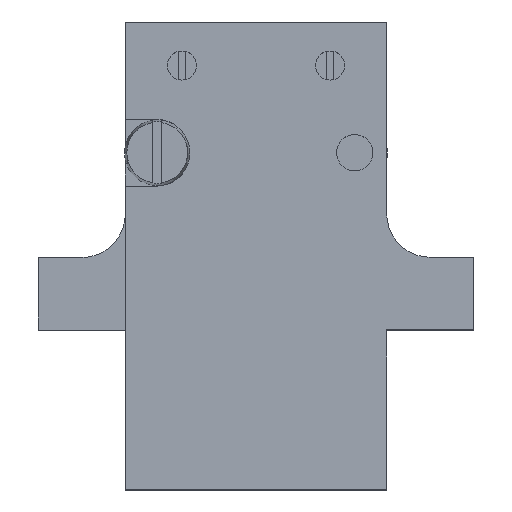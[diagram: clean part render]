
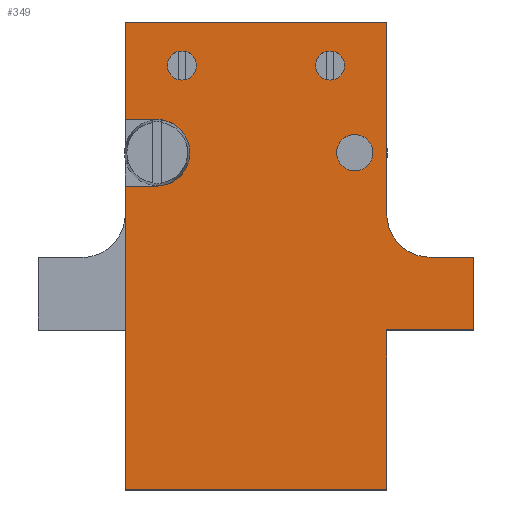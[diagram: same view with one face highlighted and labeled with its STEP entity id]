
A CAD part, top view. The second image highlights one B-rep face of the part: STEP entity #349.
In plain terms, the highlighted planar face has unit normal (0, 0, 1).
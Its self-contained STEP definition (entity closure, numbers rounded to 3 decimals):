
#349=ADVANCED_FACE('',(#832,#833,#834,#835),#836,.F.);
#832=FACE_OUTER_BOUND('',#1511,.T.);
#833=FACE_BOUND('',#1512,.T.);
#834=FACE_BOUND('',#1513,.T.);
#835=FACE_BOUND('',#1514,.T.);
#836=PLANE('',#1515);
#1511=EDGE_LOOP('',(#2330,#2331,#2332,#2333,#2334,#2335,#2336,#2337,#2338,#2339,#2340,#2341,#2342,#2343,#2344));
#1512=EDGE_LOOP('',(#2345,#2346));
#1513=EDGE_LOOP('',(#2347,#2348));
#1514=EDGE_LOOP('',(#2349,#2350));
#1515=AXIS2_PLACEMENT_3D('',#2351,#2352,#2353);
#2330=ORIENTED_EDGE('',*,*,#4057,.T.);
#2331=ORIENTED_EDGE('',*,*,#4058,.T.);
#2332=ORIENTED_EDGE('',*,*,#4059,.T.);
#2333=ORIENTED_EDGE('',*,*,#4060,.T.);
#2334=ORIENTED_EDGE('',*,*,#4061,.F.);
#2335=ORIENTED_EDGE('',*,*,#4062,.F.);
#2336=ORIENTED_EDGE('',*,*,#4063,.F.);
#2337=ORIENTED_EDGE('',*,*,#4064,.F.);
#2338=ORIENTED_EDGE('',*,*,#4065,.F.);
#2339=ORIENTED_EDGE('',*,*,#4066,.F.);
#2340=ORIENTED_EDGE('',*,*,#4067,.F.);
#2341=ORIENTED_EDGE('',*,*,#4068,.F.);
#2342=ORIENTED_EDGE('',*,*,#4069,.F.);
#2343=ORIENTED_EDGE('',*,*,#4070,.F.);
#2344=ORIENTED_EDGE('',*,*,#4071,.F.);
#2345=ORIENTED_EDGE('',*,*,#3975,.T.);
#2346=ORIENTED_EDGE('',*,*,#3940,.T.);
#2347=ORIENTED_EDGE('',*,*,#4072,.T.);
#2348=ORIENTED_EDGE('',*,*,#4073,.T.);
#2349=ORIENTED_EDGE('',*,*,#4074,.T.);
#2350=ORIENTED_EDGE('',*,*,#4075,.T.);
#2351=CARTESIAN_POINT('',(150.048,104.722,7.5));
#2352=DIRECTION('',(0.,0.,-1.0));
#2353=DIRECTION('',(-1.0,0.,0.0));
#3940=EDGE_CURVE('',#4700,#4705,#4707,.T.);
#3975=EDGE_CURVE('',#4705,#4700,#4768,.T.);
#4057=EDGE_CURVE('',#4908,#4909,#4910,.T.);
#4058=EDGE_CURVE('',#4909,#4911,#4912,.T.);
#4059=EDGE_CURVE('',#4911,#4913,#4914,.T.);
#4060=EDGE_CURVE('',#4913,#4915,#4916,.T.);
#4061=EDGE_CURVE('',#4917,#4915,#4918,.T.);
#4062=EDGE_CURVE('',#4919,#4917,#4920,.T.);
#4063=EDGE_CURVE('',#4921,#4919,#4922,.T.);
#4064=EDGE_CURVE('',#4923,#4921,#4924,.T.);
#4065=EDGE_CURVE('',#4925,#4923,#4926,.T.);
#4066=EDGE_CURVE('',#4927,#4925,#4928,.T.);
#4067=EDGE_CURVE('',#4929,#4927,#4930,.T.);
#4068=EDGE_CURVE('',#4931,#4929,#4932,.T.);
#4069=EDGE_CURVE('',#4933,#4931,#4934,.T.);
#4070=EDGE_CURVE('',#4935,#4933,#4936,.T.);
#4071=EDGE_CURVE('',#4908,#4935,#4937,.T.);
#4072=EDGE_CURVE('',#4938,#4939,#4940,.T.);
#4073=EDGE_CURVE('',#4939,#4938,#4941,.T.);
#4074=EDGE_CURVE('',#4942,#4943,#4944,.T.);
#4075=EDGE_CURVE('',#4943,#4942,#4945,.T.);
#4700=VERTEX_POINT('',#5786);
#4705=VERTEX_POINT('',#5792);
#4707=CIRCLE('',#5795,1.0);
#4768=CIRCLE('',#5870,1.0);
#4908=VERTEX_POINT('',#6074);
#4909=VERTEX_POINT('',#6075);
#4910=LINE('',#6076,#6077);
#4911=VERTEX_POINT('',#6078);
#4912=CIRCLE('',#6079,2.3);
#4913=VERTEX_POINT('',#6080);
#4914=CIRCLE('',#6081,2.3);
#4915=VERTEX_POINT('',#6082);
#4916=LINE('',#6083,#6084);
#4917=VERTEX_POINT('',#6085);
#4918=LINE('',#6086,#6087);
#4919=VERTEX_POINT('',#6088);
#4920=LINE('',#6089,#6090);
#4921=VERTEX_POINT('',#6091);
#4922=LINE('',#6092,#6093);
#4923=VERTEX_POINT('',#6094);
#4924=LINE('',#6095,#6096);
#4925=VERTEX_POINT('',#6097);
#4926=LINE('',#6098,#6099);
#4927=VERTEX_POINT('',#6100);
#4928=LINE('',#6101,#6102);
#4929=VERTEX_POINT('',#6103);
#4930=CIRCLE('',#6104,3.0);
#4931=VERTEX_POINT('',#6105);
#4932=CIRCLE('',#6106,3.0);
#4933=VERTEX_POINT('',#6107);
#4934=LINE('',#6108,#6109);
#4935=VERTEX_POINT('',#6110);
#4936=LINE('',#6111,#6112);
#4937=LINE('',#6113,#6114);
#4938=VERTEX_POINT('',#6115);
#4939=VERTEX_POINT('',#6116);
#4940=CIRCLE('',#6117,1.0);
#4941=CIRCLE('',#6118,1.0);
#4942=VERTEX_POINT('',#6119);
#4943=VERTEX_POINT('',#6120);
#4944=CIRCLE('',#6121,1.25);
#4945=CIRCLE('',#6122,1.25);
#5786=CARTESIAN_POINT('',(144.4,118.1,7.5));
#5792=CARTESIAN_POINT('',(142.4,118.1,7.5));
#5795=AXIS2_PLACEMENT_3D('',#7216,#7217,#7218);
#5870=AXIS2_PLACEMENT_3D('',#7272,#7273,#7274);
#6074=CARTESIAN_POINT('',(139.5,114.4,7.5));
#6075=CARTESIAN_POINT('',(141.65,114.4,7.5));
#6076=CARTESIAN_POINT('',(145.849,114.4,7.5));
#6077=VECTOR('',#7405,1.0);
#6078=CARTESIAN_POINT('',(143.95,112.1,7.5));
#6079=AXIS2_PLACEMENT_3D('',#7406,#7407,#7408);
#6080=CARTESIAN_POINT('',(141.65,109.8,7.5));
#6081=AXIS2_PLACEMENT_3D('',#7409,#7410,#7411);
#6082=CARTESIAN_POINT('',(139.5,109.8,7.5));
#6083=CARTESIAN_POINT('',(144.749,109.8,7.5));
#6084=VECTOR('',#7412,1.0);
#6085=CARTESIAN_POINT('',(139.5,88.9,7.5));
#6086=CARTESIAN_POINT('',(139.5,121.1,7.5));
#6087=VECTOR('',#7413,1.0);
#6088=CARTESIAN_POINT('',(157.5,88.9,7.5));
#6089=CARTESIAN_POINT('',(139.5,88.9,7.5));
#6090=VECTOR('',#7414,1.0);
#6091=CARTESIAN_POINT('',(157.5,99.9,7.5));
#6092=CARTESIAN_POINT('',(157.5,88.9,7.5));
#6093=VECTOR('',#7415,1.0);
#6094=CARTESIAN_POINT('',(163.5,99.9,7.5));
#6095=CARTESIAN_POINT('',(157.5,99.9,7.5));
#6096=VECTOR('',#7416,1.0);
#6097=CARTESIAN_POINT('',(163.5,104.9,7.5));
#6098=CARTESIAN_POINT('',(163.5,99.9,7.5));
#6099=VECTOR('',#7417,1.0);
#6100=CARTESIAN_POINT('',(160.5,104.9,7.5));
#6101=CARTESIAN_POINT('',(163.5,104.9,7.5));
#6102=VECTOR('',#7418,1.0);
#6103=CARTESIAN_POINT('',(158.379,105.779,7.5));
#6104=AXIS2_PLACEMENT_3D('',#7419,#7420,#7421);
#6105=CARTESIAN_POINT('',(157.5,107.9,7.5));
#6106=AXIS2_PLACEMENT_3D('',#7422,#7423,#7424);
#6107=CARTESIAN_POINT('',(157.5,121.1,7.5));
#6108=CARTESIAN_POINT('',(157.5,104.9,7.5));
#6109=VECTOR('',#7425,1.0);
#6110=CARTESIAN_POINT('',(139.5,121.1,7.5));
#6111=CARTESIAN_POINT('',(157.5,121.1,7.5));
#6112=VECTOR('',#7426,1.0);
#6113=CARTESIAN_POINT('',(139.5,121.1,7.5));
#6114=VECTOR('',#7427,1.0);
#6115=CARTESIAN_POINT('',(154.6,118.1,7.5));
#6116=CARTESIAN_POINT('',(152.6,118.1,7.5));
#6117=AXIS2_PLACEMENT_3D('',#7428,#7429,#7430);
#6118=AXIS2_PLACEMENT_3D('',#7431,#7432,#7433);
#6119=CARTESIAN_POINT('',(154.05,112.1,7.5));
#6120=CARTESIAN_POINT('',(156.55,112.1,7.5));
#6121=AXIS2_PLACEMENT_3D('',#7434,#7435,#7436);
#6122=AXIS2_PLACEMENT_3D('',#7437,#7438,#7439);
#7216=CARTESIAN_POINT('',(143.4,118.1,7.5));
#7217=DIRECTION('',(0.,0.,-1.0));
#7218=DIRECTION('',(1.0,0.,0.));
#7272=CARTESIAN_POINT('',(143.4,118.1,7.5));
#7273=DIRECTION('',(0.,0.,-1.0));
#7274=DIRECTION('',(1.0,0.,0.));
#7405=DIRECTION('',(1.0,0.,-0.0));
#7406=CARTESIAN_POINT('',(141.65,112.1,7.5));
#7407=DIRECTION('',(0.,0.,-1.0));
#7408=DIRECTION('',(1.0,0.,0.));
#7409=CARTESIAN_POINT('',(141.65,112.1,7.5));
#7410=DIRECTION('',(0.,0.,-1.0));
#7411=DIRECTION('',(1.0,0.,0.));
#7412=DIRECTION('',(-1.0,0.,0.));
#7413=DIRECTION('',(0.,1.0,0.));
#7414=DIRECTION('',(-1.0,0.,0.0));
#7415=DIRECTION('',(0.,-1.0,0.));
#7416=DIRECTION('',(-1.0,0.,0.0));
#7417=DIRECTION('',(0.,-1.0,0.));
#7418=DIRECTION('',(1.0,0.,0.0));
#7419=CARTESIAN_POINT('',(160.5,107.9,7.5));
#7420=DIRECTION('',(0.,0.,1.0));
#7421=DIRECTION('',(-0.707,-0.707,0.));
#7422=CARTESIAN_POINT('',(160.5,107.9,7.5));
#7423=DIRECTION('',(0.,0.,1.0));
#7424=DIRECTION('',(-0.707,-0.707,0.));
#7425=DIRECTION('',(0.,-1.0,0.));
#7426=DIRECTION('',(1.0,0.,0.));
#7427=DIRECTION('',(0.,1.0,0.));
#7428=CARTESIAN_POINT('',(153.6,118.1,7.5));
#7429=DIRECTION('',(0.,0.,-1.0));
#7430=DIRECTION('',(-1.0,0.,0.0));
#7431=CARTESIAN_POINT('',(153.6,118.1,7.5));
#7432=DIRECTION('',(0.,0.,-1.0));
#7433=DIRECTION('',(-1.0,0.,0.0));
#7434=CARTESIAN_POINT('',(155.3,112.1,7.5));
#7435=DIRECTION('',(0.,0.,-1.0));
#7436=DIRECTION('',(-1.0,0.,0.0));
#7437=CARTESIAN_POINT('',(155.3,112.1,7.5));
#7438=DIRECTION('',(0.,0.,-1.0));
#7439=DIRECTION('',(-1.0,0.,0.0));
